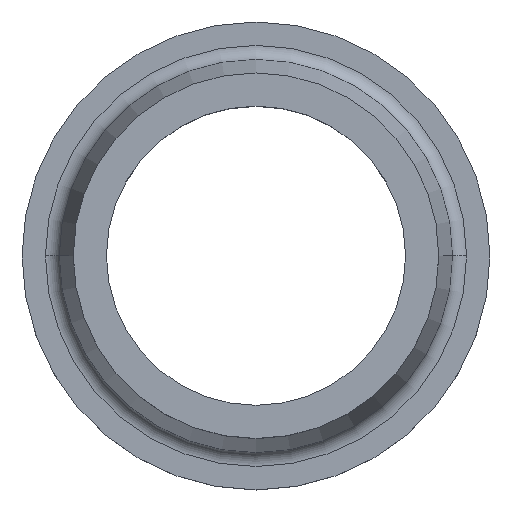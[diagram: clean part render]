
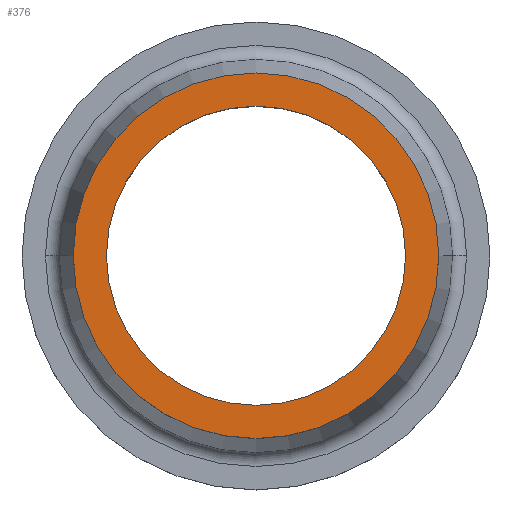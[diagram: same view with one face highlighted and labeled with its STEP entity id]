
A CAD part, top view. The second image highlights one B-rep face of the part: STEP entity #376.
In plain terms, the highlighted planar face has unit normal (0, 0, 1).
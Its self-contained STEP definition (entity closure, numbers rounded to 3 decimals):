
#10 = VERTEX_POINT ( 'NONE', #323 ) ;
#12 = CARTESIAN_POINT ( 'NONE',  ( 0., 0., 120. ) ) ;
#15 = DIRECTION ( 'NONE',  ( -1., 0., 0. ) ) ;
#24 = CARTESIAN_POINT ( 'NONE',  ( 0., 0., 120. ) ) ;
#43 = EDGE_CURVE ( 'NONE', #10, #307, #237, .T. ) ;
#85 = FACE_BOUND ( 'NONE', #304, .T. ) ;
#91 = CARTESIAN_POINT ( 'NONE',  ( -125., 0., 120. ) ) ;
#113 = EDGE_LOOP ( 'NONE', ( #232, #122 ) ) ;
#114 = EDGE_CURVE ( 'NONE', #415, #272, #118, .T. ) ;
#118 = CIRCLE ( 'NONE', #219, 102.3 ) ;
#122 = ORIENTED_EDGE ( 'NONE', *, *, #43, .F. ) ;
#127 = AXIS2_PLACEMENT_3D ( 'NONE', #24, #352, #354 ) ;
#134 = DIRECTION ( 'NONE',  ( 0., 0., -1. ) ) ;
#140 = AXIS2_PLACEMENT_3D ( 'NONE', #12, #453, #460 ) ;
#146 = CARTESIAN_POINT ( 'NONE',  ( 102.3, 0., 120. ) ) ;
#153 = CARTESIAN_POINT ( 'NONE',  ( -102.3, 0., 120. ) ) ;
#156 = DIRECTION ( 'NONE',  ( 1., 0., 0. ) ) ;
#167 = CARTESIAN_POINT ( 'NONE',  ( 0., 0., 120. ) ) ;
#189 = CARTESIAN_POINT ( 'NONE',  ( 0., 125., 120. ) ) ;
#196 = CARTESIAN_POINT ( 'NONE',  ( 0., 0., 120. ) ) ;
#219 = AXIS2_PLACEMENT_3D ( 'NONE', #167, #134, #281 ) ;
#224 = DIRECTION ( 'NONE',  ( 0., 0., 1. ) ) ;
#232 = ORIENTED_EDGE ( 'NONE', *, *, #473, .F. ) ;
#237 = CIRCLE ( 'NONE', #127, 125. ) ;
#262 = DIRECTION ( 'NONE',  ( 0., 0., -1. ) ) ;
#272 = VERTEX_POINT ( 'NONE', #146 ) ;
#278 = CIRCLE ( 'NONE', #338, 125. ) ;
#281 = DIRECTION ( 'NONE',  ( -1., 0., 0. ) ) ;
#300 = AXIS2_PLACEMENT_3D ( 'NONE', #189, #224, #156 ) ;
#302 = ORIENTED_EDGE ( 'NONE', *, *, #368, .T. ) ;
#304 = EDGE_LOOP ( 'NONE', ( #410, #302 ) ) ;
#307 = VERTEX_POINT ( 'NONE', #91 ) ;
#316 = CIRCLE ( 'NONE', #140, 102.3 ) ;
#323 = CARTESIAN_POINT ( 'NONE',  ( 125., 0., 120. ) ) ;
#338 = AXIS2_PLACEMENT_3D ( 'NONE', #196, #262, #15 ) ;
#349 = PLANE ( 'NONE',  #300 ) ;
#352 = DIRECTION ( 'NONE',  ( 0., 0., -1. ) ) ;
#354 = DIRECTION ( 'NONE',  ( -1., 0., 0. ) ) ;
#368 = EDGE_CURVE ( 'NONE', #272, #415, #316, .T. ) ;
#376 = ADVANCED_FACE ( 'NONE', ( #85, #386 ), #349, .T. ) ;
#386 = FACE_OUTER_BOUND ( 'NONE', #113, .T. ) ;
#410 = ORIENTED_EDGE ( 'NONE', *, *, #114, .T. ) ;
#415 = VERTEX_POINT ( 'NONE', #153 ) ;
#453 = DIRECTION ( 'NONE',  ( 0., 0., -1. ) ) ;
#460 = DIRECTION ( 'NONE',  ( -1., 0., 0. ) ) ;
#473 = EDGE_CURVE ( 'NONE', #307, #10, #278, .T. ) ;
